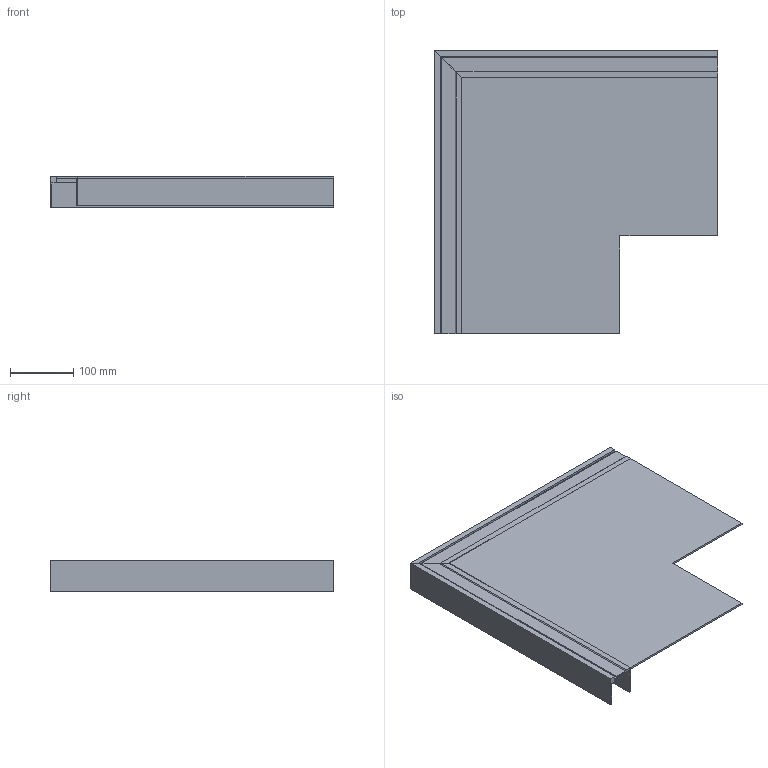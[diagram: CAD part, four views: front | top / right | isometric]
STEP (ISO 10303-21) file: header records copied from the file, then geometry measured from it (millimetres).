
FILE_DESCRIPTION((''),'2;1');
FILE_NAME('BKB300542_ASM','2022-12-05T11:20:08',('hollstem'),(''),'CREO PARAMETRIC BY PTC INC, 2022024','CREO PARAMETRIC BY PTC INC, 2022024','');
FILE_SCHEMA(('AUTOMOTIVE_DESIGN { 1 0 10303 214 1 1 1 1 }'));
Length unit declared in the file: millimetre
Products named in the file (8): T-01264; T-01280; T-01279; T-01271; T-01270_ASM; T-01274; T-01407_ASM; BKB300542_ASM
Assembly tree (7 placements, depth 3):
  BKB300542_ASM
    T-01264
    T-01280
    T-01279
    T-01270_ASM
      T-01271
    T-01407_ASM
      T-01274
Bounding box: 447.5 x 447.5 x 50 mm (x, y, z)
Volume: 754227.4 mm3; surface area: 554060.1 mm2
Topology: 5 solids, 5 shells, 52 faces, 126 edges, 84 vertices
Faces by surface type: plane 52
Entity records: 7027 total; most frequent: DIRECTION 723, CARTESIAN_POINT 610, PROPERTY_DEFINITION 542, REPRESENTATION 537, PROPERTY_DEFINITION_REPRESENTATION 537, GENERAL_PROPERTY 461, GENERAL_PROPERTY_ASSOCIATION 461, DESCRIPTIVE_REPRESENTATION_ITEM 458
